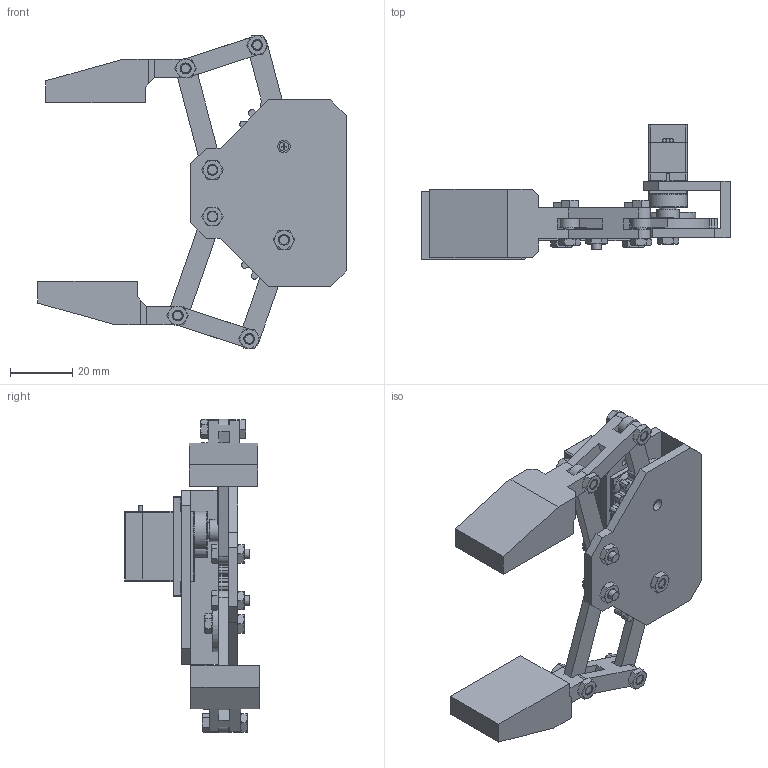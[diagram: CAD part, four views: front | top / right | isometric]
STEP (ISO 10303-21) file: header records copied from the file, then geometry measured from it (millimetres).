
FILE_DESCRIPTION(/* description */ (''),/* implementation_level */ '2;1');
FILE_NAME(/* name */ 'Assembly 2.0 upload.stp',/* time_stamp */ '2021-11-07T04:16:09+07:00',/* author */ ('Luthfi '),/* organization */ (''),/* preprocessor_version */ 'ST-DEVELOPER v18.1',/* originating_system */ 'Autodesk Inventor 2021',/* authorisation */ '');
FILE_SCHEMA (('CONFIG_CONTROL_DESIGN'));
Length unit declared in the file: millimetre
Products named in the file (13): Assembly 2.0 upload; gear; gripper; tuas; microservoSG90; gear 2.1; servo horn 1 v2; base 2.0 upload; Gear Ring; AS 1427 - M3 x 10; AS 1427 - M3 x 12; AS 1112 - M3,5; ISO 7046-1 - M1,6 x 8 - 4.8 - H
Assembly tree (25 placements, depth 2):
  Assembly 2.0 upload
    gear
    gripper  x2
    tuas  x2
    microservoSG90
    gear 2.1
    servo horn 1 v2
    base 2.0 upload
    Gear Ring
    AS 1427 - M3 x 10  x3
    AS 1427 - M3 x 12  x4
    AS 1112 - M3,5  x7
    ISO 7046-1 - M1,6 x 8 - 4.8 - H
Bounding box: 99.17 x 43.3 x 100.97 mm (x, y, z)
Volume: 47491.9 mm3; surface area: 30032.7 mm2
Topology: 25 solids, 25 shells, 928 faces, 2362 edges, 1503 vertices
Faces by surface type: plane 395, cylinder 291, cone 194, torus 26, bspline 18, sphere 4
Full cylindrical faces by diameter (mm): 1.35 x6, 1.385 x1, 1.6 x2, 2 x2, 2.2 x1, 2.5 x1, 2.85 x7, 3 x8, 3.5 x1, 4 x18, 4.125 x7, 4.9 x1, 5 x2, 6 x2, 7.2 x1, 8 x1, 18 x1
Entity records: 21743 total; most frequent: CARTESIAN_POINT 5149, DIRECTION 3453, ORIENTED_EDGE 3350, EDGE_CURVE 1675, AXIS2_PLACEMENT_3D 1271, VERTEX_POINT 1090, LINE 911, VECTOR 911
